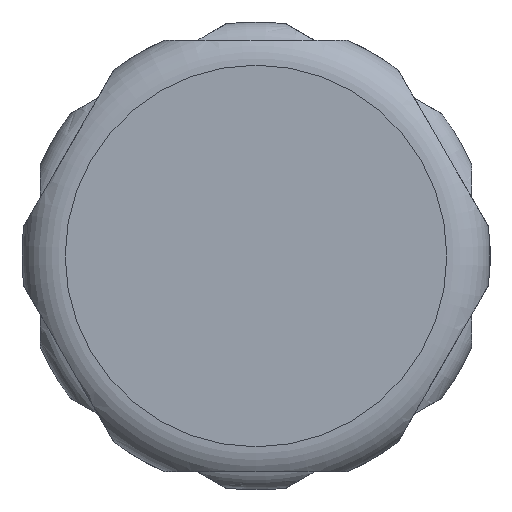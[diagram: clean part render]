
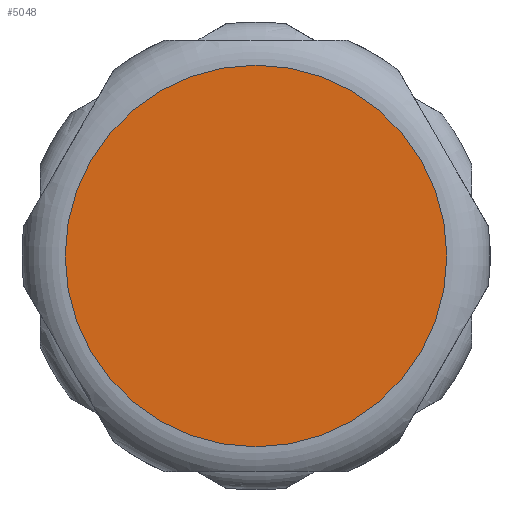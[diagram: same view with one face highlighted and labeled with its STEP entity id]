
A CAD part, left-side view. The second image highlights one B-rep face of the part: STEP entity #5048.
In plain terms, the highlighted planar face has unit normal (-1, 0, 0).
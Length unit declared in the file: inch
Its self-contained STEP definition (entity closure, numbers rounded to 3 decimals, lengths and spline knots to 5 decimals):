
#1198=FACE_OUTER_BOUND('',#1475,.T.);
#1475=EDGE_LOOP('',(#4286,#4287));
#1712=CIRCLE('',#5472,0.52165);
#1713=CIRCLE('',#5473,0.52165);
#2211=VERTEX_POINT('',#9327);
#2212=VERTEX_POINT('',#9328);
#2915=EDGE_CURVE('',#2211,#2212,#1712,.T.);
#2916=EDGE_CURVE('',#2212,#2211,#1713,.T.);
#4286=ORIENTED_EDGE('',*,*,#2915,.T.);
#4287=ORIENTED_EDGE('',*,*,#2916,.T.);
#4552=PLANE('',#5471);
#5048=ADVANCED_FACE('',(#1198),#4552,.T.);
#5471=AXIS2_PLACEMENT_3D('',#9326,#6578,#6579);
#5472=AXIS2_PLACEMENT_3D('',#9329,#6580,#6581);
#5473=AXIS2_PLACEMENT_3D('',#9330,#6582,#6583);
#6578=DIRECTION('center_axis',(-1.,0.,0.));
#6579=DIRECTION('ref_axis',(0.,0.,1.));
#6580=DIRECTION('center_axis',(-1.,0.,0.));
#6581=DIRECTION('ref_axis',(0.,0.,1.));
#6582=DIRECTION('center_axis',(-1.,0.,0.));
#6583=DIRECTION('ref_axis',(0.,0.,1.));
#9326=CARTESIAN_POINT('Origin',(-1.88898,0.36614,0.));
#9327=CARTESIAN_POINT('',(-1.88898,0.52165,0.));
#9328=CARTESIAN_POINT('',(-1.88898,0.,-0.52165));
#9329=CARTESIAN_POINT('Origin',(-1.88898,0.,
0.));
#9330=CARTESIAN_POINT('Origin',(-1.88898,0.,
0.));
